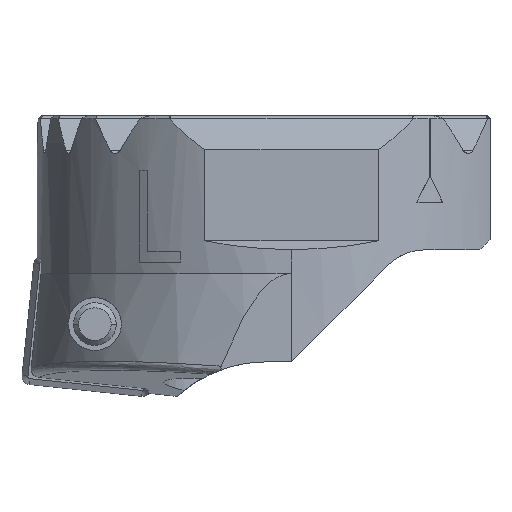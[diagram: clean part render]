
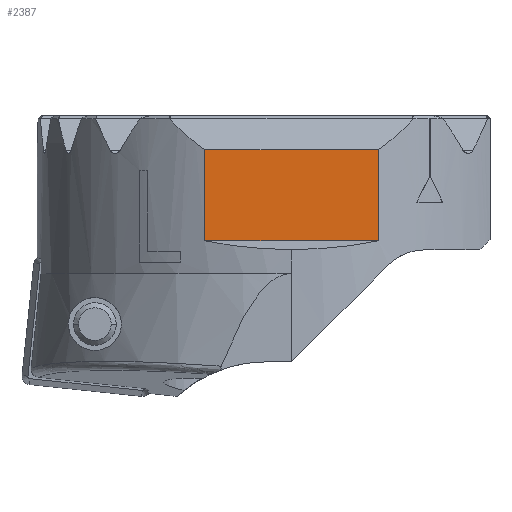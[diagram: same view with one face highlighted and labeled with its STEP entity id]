
A CAD part, front view. The second image highlights one B-rep face of the part: STEP entity #2387.
In plain terms, the highlighted planar face has unit normal (0, -1, 0).
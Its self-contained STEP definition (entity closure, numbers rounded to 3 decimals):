
#1485=VERTEX_POINT('NONE',#3512);
#1565=EDGE_CURVE('NONE',#2485,#2285,#3598,.T.);
#1717=EDGE_CURVE('NONE',#2485,#1485,#3767,.T.);
#1725=EDGE_CURVE('NONE',#1901,#1485,#3775,.T.);
#1901=VERTEX_POINT('NONE',#3965);
#2285=VERTEX_POINT('NONE',#4384);
#2387=ADVANCED_FACE('Fl�che11',(#4498),#4499,.T.);
#2485=VERTEX_POINT('NONE',#4607);
#2609=EDGE_CURVE('NONE',#2285,#1901,#4744,.T.);
#3512=CARTESIAN_POINT('',(17.971,-23.96,24.262));
#3598=LINE('',#6079,#6080);
#3767=LINE('',#6323,#6324);
#3775=LINE('',#6337,#6338);
#3965=CARTESIAN_POINT('',(17.971,-23.96,15.3));
#4384=CARTESIAN_POINT('',(35.029,-23.96,15.3));
#4498=FACE_OUTER_BOUND('',#7504,.T.);
#4499=PLANE('',#7505);
#4607=CARTESIAN_POINT('',(35.029,-23.96,24.262));
#4744=LINE('',#7975,#7976);
#6079=CARTESIAN_POINT('',(35.029,-23.96,0.));
#6080=VECTOR('',#10154,1.0);
#6323=CARTESIAN_POINT('',(48.75,-23.96,24.262));
#6324=VECTOR('',#10365,1.0);
#6337=CARTESIAN_POINT('',(17.971,-23.96,0.));
#6338=VECTOR('',#10368,1.0);
#7504=EDGE_LOOP('',(#11185,#11186,#11187,#11188));
#7505=AXIS2_PLACEMENT_3D('',#11189,#11190,#11191);
#7975=CARTESIAN_POINT('',(51.5,-23.96,15.3));
#7976=VECTOR('',#11515,1.0);
#10154=DIRECTION('',(0.,0.,-1.0));
#10365=DIRECTION('',(-1.0,0.,0.));
#10368=DIRECTION('',(0.,0.,1.0));
#11185=ORIENTED_EDGE('',*,*,#1565,.F.);
#11186=ORIENTED_EDGE('',*,*,#1717,.T.);
#11187=ORIENTED_EDGE('',*,*,#1725,.F.);
#11188=ORIENTED_EDGE('',*,*,#2609,.F.);
#11189=CARTESIAN_POINT('',(51.5,-23.96,27.8));
#11190=DIRECTION('',(0.0,-1.0,0.));
#11191=DIRECTION('',(0.,0.,1.0));
#11515=DIRECTION('',(-1.0,0.,0.));
